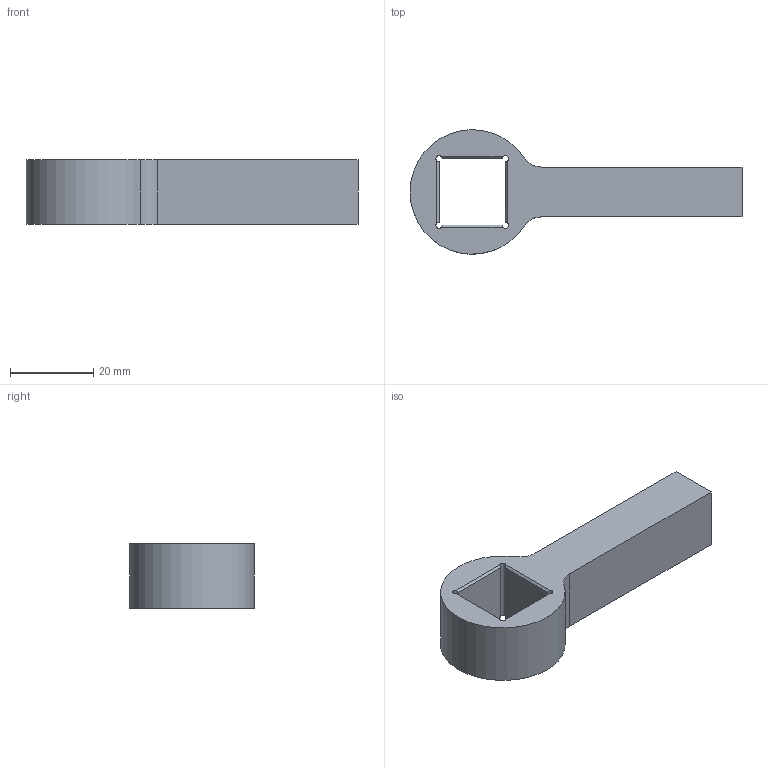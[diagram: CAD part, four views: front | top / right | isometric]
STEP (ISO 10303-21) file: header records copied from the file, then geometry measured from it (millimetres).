
FILE_DESCRIPTION((''),'2;1');
FILE_NAME('LF064-05','2018-12-12T08:15:54',('Chang'),(''),'CREO PARAMETRIC BY PTC INC, 2017380','CREO PARAMETRIC BY PTC INC, 2017380','');
FILE_SCHEMA(('CONFIG_CONTROL_DESIGN'));
Length unit declared in the file: millimetre
Products named in the file (1): LF064-05
Bounding box: 80 x 29.98 x 15.5 mm (x, y, z)
Volume: 15827.6 mm3; surface area: 6980.8 mm2
Topology: 1 solids, 2 shells, 31 faces, 84 edges, 55 vertices
Faces by surface type: plane 18, cylinder 11, cone 2
Entity records: 1008 total; most frequent: CARTESIAN_POINT 193, ORIENTED_EDGE 160, DIRECTION 154, EDGE_CURVE 82, AXIS2_PLACEMENT_3D 56, VERTEX_POINT 55, VECTOR 42, LINE 42
